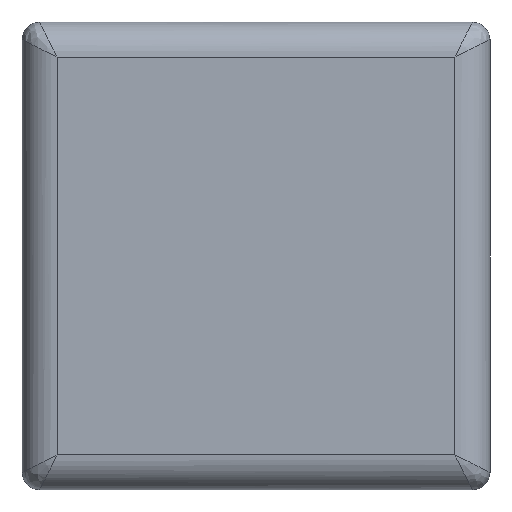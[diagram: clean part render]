
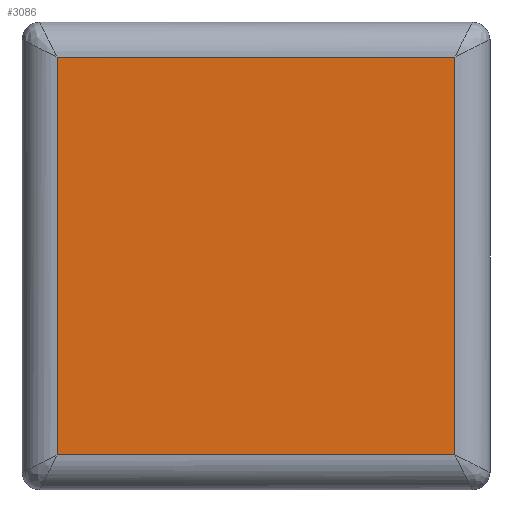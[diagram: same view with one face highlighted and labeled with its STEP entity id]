
A CAD part, left-side view. The second image highlights one B-rep face of the part: STEP entity #3086.
In plain terms, the highlighted planar face has unit normal (-1, 0, 0).
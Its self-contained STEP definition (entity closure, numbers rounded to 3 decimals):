
#485 = ORIENTED_EDGE ( 'NONE', *, *, #5254, .F. ) ;
#649 = ORIENTED_EDGE ( 'NONE', *, *, #5244, .F. ) ;
#970 = DIRECTION ( 'NONE',  ( 0., 0., -1. ) ) ;
#978 = CARTESIAN_POINT ( 'NONE',  ( -0.8, 0.06, -0.4 ) ) ;
#999 = DIRECTION ( 'NONE',  ( 0., -1., 0. ) ) ;
#1016 = CARTESIAN_POINT ( 'NONE',  ( -0.8, 0.8, -0.34 ) ) ;
#1018 = DIRECTION ( 'NONE',  ( 0., 0., 1. ) ) ;
#1059 = CARTESIAN_POINT ( 'NONE',  ( -0.8, 0.06, -0.34 ) ) ;
#1064 = CARTESIAN_POINT ( 'NONE',  ( -0.8, 0.8, 0.34 ) ) ;
#1069 = EDGE_LOOP ( 'NONE', ( #3395, #649, #485, #5757 ) ) ;
#1072 = DIRECTION ( 'NONE',  ( 0., 1., 0. ) ) ;
#1134 = CARTESIAN_POINT ( 'NONE',  ( -0.8, 0.74, 0. ) ) ;
#1280 = LINE ( 'NONE', #1134, #7216 ) ;
#1982 = VERTEX_POINT ( 'NONE', #1059 ) ;
#2454 = CARTESIAN_POINT ( 'NONE',  ( -0.8, 0.06, 0.34 ) ) ;
#2532 = LINE ( 'NONE', #1016, #3844 ) ;
#2957 = CARTESIAN_POINT ( 'NONE',  ( -0.8, 0.74, 0.34 ) ) ;
#3086 = ADVANCED_FACE ( 'NONE', ( #4238 ), #6344, .F. ) ;
#3140 = VERTEX_POINT ( 'NONE', #6149 ) ;
#3186 = AXIS2_PLACEMENT_3D ( 'NONE', #6224, #6222, #6213 ) ;
#3395 = ORIENTED_EDGE ( 'NONE', *, *, #5243, .F. ) ;
#3844 = VECTOR ( 'NONE', #1072, 1000. ) ;
#4150 = VERTEX_POINT ( 'NONE', #2957 ) ;
#4238 = FACE_OUTER_BOUND ( 'NONE', #1069, .T. ) ;
#4651 = VERTEX_POINT ( 'NONE', #2454 ) ;
#4918 = VECTOR ( 'NONE', #999, 1000. ) ;
#5243 = EDGE_CURVE ( 'NONE', #3140, #4150, #1280, .T. ) ;
#5244 = EDGE_CURVE ( 'NONE', #1982, #3140, #2532, .T. ) ;
#5252 = EDGE_CURVE ( 'NONE', #4150, #4651, #7070, .T. ) ;
#5254 = EDGE_CURVE ( 'NONE', #4651, #1982, #5846, .T. ) ;
#5757 = ORIENTED_EDGE ( 'NONE', *, *, #5252, .F. ) ;
#5846 = LINE ( 'NONE', #978, #7344 ) ;
#6149 = CARTESIAN_POINT ( 'NONE',  ( -0.8, 0.74, -0.34 ) ) ;
#6213 = DIRECTION ( 'NONE',  ( 0., 0., -1. ) ) ;
#6222 = DIRECTION ( 'NONE',  ( 1., 0., 0. ) ) ;
#6224 = CARTESIAN_POINT ( 'NONE',  ( -0.8, 0.8, -0.4 ) ) ;
#6344 = PLANE ( 'NONE',  #3186 ) ;
#7070 = LINE ( 'NONE', #1064, #4918 ) ;
#7216 = VECTOR ( 'NONE', #1018, 1000. ) ;
#7344 = VECTOR ( 'NONE', #970, 1000. ) ;
